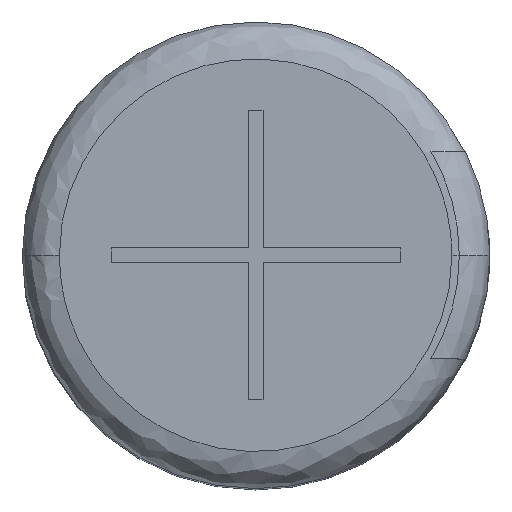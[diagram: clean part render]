
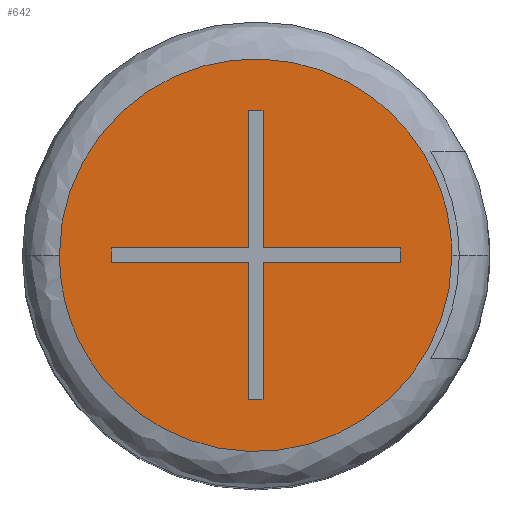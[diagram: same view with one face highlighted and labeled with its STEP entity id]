
A CAD part, top view. The second image highlights one B-rep face of the part: STEP entity #642.
In plain terms, the highlighted planar face has unit normal (0, 0, 1).
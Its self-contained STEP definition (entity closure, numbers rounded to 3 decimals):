
#60 = DIRECTION ( 'NONE',  ( 0., 1., 0. ) ) ;
#76 = VERTEX_POINT ( 'NONE', #1125 ) ;
#103 = CARTESIAN_POINT ( 'NONE',  ( -2.65, 0., 11.5 ) ) ;
#108 = ORIENTED_EDGE ( 'NONE', *, *, #2118, .F. ) ;
#122 = CARTESIAN_POINT ( 'NONE',  ( -2.65, 5.3, 11.5 ) ) ;
#132 = VECTOR ( 'NONE', #2405, 1000. ) ;
#165 = VERTEX_POINT ( 'NONE', #2898 ) ;
#332 = ORIENTED_EDGE ( 'NONE', *, *, #1696, .F. ) ;
#395 = LINE ( 'NONE', #3374, #658 ) ;
#396 = CARTESIAN_POINT ( 'NONE',  ( 2.65, 0., 11.5 ) ) ;
#431 = VERTEX_POINT ( 'NONE', #2772 ) ;
#436 = CARTESIAN_POINT ( 'NONE',  ( 0.1, 0.1, 11.5 ) ) ;
#443 = DIRECTION ( 'NONE',  ( 0., -1., 0. ) ) ;
#602 = LINE ( 'NONE', #1232, #2572 ) ;
#642 = ADVANCED_FACE ( 'NONE', ( #2265, #782 ), #2025, .F. ) ;
#658 = VECTOR ( 'NONE', #2224, 1000. ) ;
#686 = CARTESIAN_POINT ( 'NONE',  ( -1.95, 0., 11.5 ) ) ;
#710 = CARTESIAN_POINT ( 'NONE',  ( -0.1, 0., 11.5 ) ) ;
#748 = EDGE_CURVE ( 'NONE', #1160, #3512, #846, .T. ) ;
#750 = LINE ( 'NONE', #1547, #2096 ) ;
#766 = ORIENTED_EDGE ( 'NONE', *, *, #2186, .F. ) ;
#773 = EDGE_LOOP ( 'NONE', ( #766, #3256 ) ) ;
#782 = FACE_OUTER_BOUND ( 'NONE', #773, .T. ) ;
#800 = EDGE_CURVE ( 'NONE', #987, #1228, #2909, .T. ) ;
#846 =( BOUNDED_CURVE ( )  B_SPLINE_CURVE ( 3, ( #103, #122, #1773, #396 ),
 .UNSPECIFIED., .F., .T. ) 
 B_SPLINE_CURVE_WITH_KNOTS ( ( 4, 4 ),
 ( 0.5, 1. ),
 .UNSPECIFIED. ) 
 CURVE ( )  GEOMETRIC_REPRESENTATION_ITEM ( )  RATIONAL_B_SPLINE_CURVE ( ( 1., 0.333, 0.333, 1. ) ) 
 REPRESENTATION_ITEM ( '' )  );
#847 = EDGE_CURVE ( 'NONE', #3602, #2087, #602, .T. ) ;
#938 = LINE ( 'NONE', #2591, #1313 ) ;
#984 = VERTEX_POINT ( 'NONE', #1060 ) ;
#987 = VERTEX_POINT ( 'NONE', #1646 ) ;
#1011 = DIRECTION ( 'NONE',  ( 1., 0., 0. ) ) ;
#1025 = VERTEX_POINT ( 'NONE', #1383 ) ;
#1027 = ORIENTED_EDGE ( 'NONE', *, *, #2144, .F. ) ;
#1042 = VECTOR ( 'NONE', #443, 1000. ) ;
#1060 = CARTESIAN_POINT ( 'NONE',  ( 0.1, 1.95, 11.5 ) ) ;
#1115 = CARTESIAN_POINT ( 'NONE',  ( -0.1, 0., 11.5 ) ) ;
#1122 = VERTEX_POINT ( 'NONE', #1437 ) ;
#1125 = CARTESIAN_POINT ( 'NONE',  ( -0.1, 1.95, 11.5 ) ) ;
#1144 = EDGE_CURVE ( 'NONE', #1025, #165, #938, .T. ) ;
#1158 = CARTESIAN_POINT ( 'NONE',  ( -0.1, -0.1, 11.5 ) ) ;
#1160 = VERTEX_POINT ( 'NONE', #3143 ) ;
#1172 = CARTESIAN_POINT ( 'NONE',  ( 2.65, 0., 11.5 ) ) ;
#1205 = DIRECTION ( 'NONE',  ( 0., 0., -1. ) ) ;
#1228 = VERTEX_POINT ( 'NONE', #1748 ) ;
#1232 = CARTESIAN_POINT ( 'NONE',  ( 0., 0.1, 11.5 ) ) ;
#1263 = DIRECTION ( 'NONE',  ( 1., 0., 0. ) ) ;
#1313 = VECTOR ( 'NONE', #60, 1000. ) ;
#1345 = CARTESIAN_POINT ( 'NONE',  ( 0., 1.95, 11.5 ) ) ;
#1357 = EDGE_CURVE ( 'NONE', #76, #3602, #2386, .T. ) ;
#1383 = CARTESIAN_POINT ( 'NONE',  ( 0.1, -1.95, 11.5 ) ) ;
#1396 = DIRECTION ( 'NONE',  ( 0., -1., 0. ) ) ;
#1437 = CARTESIAN_POINT ( 'NONE',  ( -1.95, -0.1, 11.5 ) ) ;
#1474 = CARTESIAN_POINT ( 'NONE',  ( -0.1, 0.1, 11.5 ) ) ;
#1494 = VECTOR ( 'NONE', #2379, 1000. ) ;
#1497 = DIRECTION ( 'NONE',  ( 0., 1., 0. ) ) ;
#1508 = DIRECTION ( 'NONE',  ( -1., 0., 0. ) ) ;
#1547 = CARTESIAN_POINT ( 'NONE',  ( 0., -0.1, 11.5 ) ) ;
#1586 = ORIENTED_EDGE ( 'NONE', *, *, #2606, .F. ) ;
#1639 = ORIENTED_EDGE ( 'NONE', *, *, #1915, .F. ) ;
#1646 = CARTESIAN_POINT ( 'NONE',  ( 1.95, -0.1, 11.5 ) ) ;
#1666 = CARTESIAN_POINT ( 'NONE',  ( 2.65, 0., 11.5 ) ) ;
#1696 = EDGE_CURVE ( 'NONE', #1122, #2198, #750, .T. ) ;
#1721 = ORIENTED_EDGE ( 'NONE', *, *, #1144, .F. ) ;
#1748 = CARTESIAN_POINT ( 'NONE',  ( 1.95, 0.1, 11.5 ) ) ;
#1770 = LINE ( 'NONE', #686, #1042 ) ;
#1773 = CARTESIAN_POINT ( 'NONE',  ( 2.65, 5.3, 11.5 ) ) ;
#1816 = DIRECTION ( 'NONE',  ( 1., 0., 0. ) ) ;
#1821 =( BOUNDED_CURVE ( )  B_SPLINE_CURVE ( 3, ( #1172, #3110, #3126, #2884 ),
 .UNSPECIFIED., .F., .T. ) 
 B_SPLINE_CURVE_WITH_KNOTS ( ( 4, 4 ),
 ( 0., 0.5 ),
 .UNSPECIFIED. ) 
 CURVE ( )  GEOMETRIC_REPRESENTATION_ITEM ( )  RATIONAL_B_SPLINE_CURVE ( ( 1., 0.333, 0.333, 1. ) ) 
 REPRESENTATION_ITEM ( '' )  );
#1899 = VECTOR ( 'NONE', #2474, 1000. ) ;
#1900 = ORIENTED_EDGE ( 'NONE', *, *, #2536, .F. ) ;
#1915 = EDGE_CURVE ( 'NONE', #984, #76, #2682, .T. ) ;
#1923 = EDGE_LOOP ( 'NONE', ( #1586, #1721, #2733, #1027, #332, #3597, #2906, #2774, #1639, #1900, #108, #3161 ) ) ;
#2004 = VECTOR ( 'NONE', #1816, 1000. ) ;
#2025 = PLANE ( 'NONE',  #3211 ) ;
#2087 = VERTEX_POINT ( 'NONE', #3061 ) ;
#2096 = VECTOR ( 'NONE', #1011, 1000. ) ;
#2118 = EDGE_CURVE ( 'NONE', #1228, #3153, #395, .T. ) ;
#2140 = LINE ( 'NONE', #2929, #2542 ) ;
#2144 = EDGE_CURVE ( 'NONE', #2198, #431, #2509, .T. ) ;
#2186 = EDGE_CURVE ( 'NONE', #3512, #1160, #1821, .T. ) ;
#2198 = VERTEX_POINT ( 'NONE', #1158 ) ;
#2224 = DIRECTION ( 'NONE',  ( -1., 0., 0. ) ) ;
#2265 = FACE_BOUND ( 'NONE', #1923, .T. ) ;
#2360 = LINE ( 'NONE', #2648, #132 ) ;
#2379 = DIRECTION ( 'NONE',  ( 0., 1., 0. ) ) ;
#2386 = LINE ( 'NONE', #710, #1899 ) ;
#2405 = DIRECTION ( 'NONE',  ( 0., 1., 0. ) ) ;
#2474 = DIRECTION ( 'NONE',  ( 0., -1., 0. ) ) ;
#2509 = LINE ( 'NONE', #1115, #2635 ) ;
#2536 = EDGE_CURVE ( 'NONE', #3153, #984, #2360, .T. ) ;
#2542 = VECTOR ( 'NONE', #1263, 1000. ) ;
#2572 = VECTOR ( 'NONE', #1508, 1000. ) ;
#2591 = CARTESIAN_POINT ( 'NONE',  ( 0.1, 0., 11.5 ) ) ;
#2606 = EDGE_CURVE ( 'NONE', #165, #987, #2140, .T. ) ;
#2628 = EDGE_CURVE ( 'NONE', #2087, #1122, #1770, .T. ) ;
#2633 = CARTESIAN_POINT ( 'NONE',  ( 0., 0., 11.5 ) ) ;
#2635 = VECTOR ( 'NONE', #1396, 1000. ) ;
#2648 = CARTESIAN_POINT ( 'NONE',  ( 0.1, 0., 11.5 ) ) ;
#2665 = CARTESIAN_POINT ( 'NONE',  ( 0., -1.95, 11.5 ) ) ;
#2682 = LINE ( 'NONE', #1345, #3410 ) ;
#2733 = ORIENTED_EDGE ( 'NONE', *, *, #3082, .F. ) ;
#2772 = CARTESIAN_POINT ( 'NONE',  ( -0.1, -1.95, 11.5 ) ) ;
#2774 = ORIENTED_EDGE ( 'NONE', *, *, #1357, .F. ) ;
#2884 = CARTESIAN_POINT ( 'NONE',  ( -2.65, 0., 11.5 ) ) ;
#2898 = CARTESIAN_POINT ( 'NONE',  ( 0.1, -0.1, 11.5 ) ) ;
#2906 = ORIENTED_EDGE ( 'NONE', *, *, #847, .F. ) ;
#2909 = LINE ( 'NONE', #2956, #1494 ) ;
#2929 = CARTESIAN_POINT ( 'NONE',  ( 0., -0.1, 11.5 ) ) ;
#2956 = CARTESIAN_POINT ( 'NONE',  ( 1.95, 0., 11.5 ) ) ;
#3011 = DIRECTION ( 'NONE',  ( -1., 0., 0. ) ) ;
#3061 = CARTESIAN_POINT ( 'NONE',  ( -1.95, 0.1, 11.5 ) ) ;
#3082 = EDGE_CURVE ( 'NONE', #431, #1025, #3310, .T. ) ;
#3110 = CARTESIAN_POINT ( 'NONE',  ( 2.65, -5.3, 11.5 ) ) ;
#3126 = CARTESIAN_POINT ( 'NONE',  ( -2.65, -5.3, 11.5 ) ) ;
#3143 = CARTESIAN_POINT ( 'NONE',  ( -2.65, 0., 11.5 ) ) ;
#3153 = VERTEX_POINT ( 'NONE', #436 ) ;
#3161 = ORIENTED_EDGE ( 'NONE', *, *, #800, .F. ) ;
#3211 = AXIS2_PLACEMENT_3D ( 'NONE', #2633, #1205, #1497 ) ;
#3256 = ORIENTED_EDGE ( 'NONE', *, *, #748, .F. ) ;
#3310 = LINE ( 'NONE', #2665, #2004 ) ;
#3374 = CARTESIAN_POINT ( 'NONE',  ( 0., 0.1, 11.5 ) ) ;
#3410 = VECTOR ( 'NONE', #3011, 1000. ) ;
#3512 = VERTEX_POINT ( 'NONE', #1666 ) ;
#3597 = ORIENTED_EDGE ( 'NONE', *, *, #2628, .F. ) ;
#3602 = VERTEX_POINT ( 'NONE', #1474 ) ;
